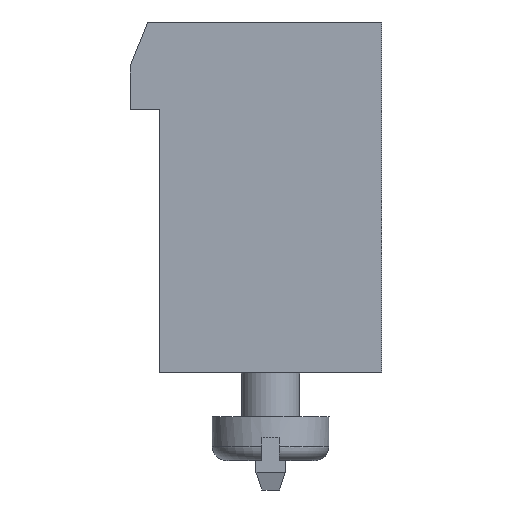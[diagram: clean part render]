
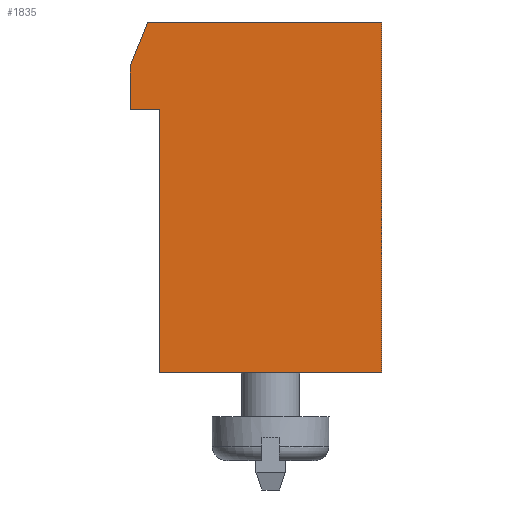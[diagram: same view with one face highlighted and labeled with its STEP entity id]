
A CAD part, left-side view. The second image highlights one B-rep face of the part: STEP entity #1835.
In plain terms, the highlighted planar face has unit normal (-1, 0, 0).
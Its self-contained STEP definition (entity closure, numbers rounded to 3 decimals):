
#22 = VERTEX_POINT('',#23);
#23 = CARTESIAN_POINT('',(-7.5,3.8,9.));
#32 = PLANE('',#33);
#33 = AXIS2_PLACEMENT_3D('',#34,#35,#36);
#34 = CARTESIAN_POINT('',(-7.5,3.8,9.));
#35 = DIRECTION('',(0.,1.,0.));
#36 = DIRECTION('',(0.,0.,-1.));
#44 = PLANE('',#45);
#45 = AXIS2_PLACEMENT_3D('',#46,#47,#48);
#46 = CARTESIAN_POINT('',(-7.5,4.8,9.));
#47 = DIRECTION('',(0.,0.,-1.));
#48 = DIRECTION('',(0.,-1.,0.));
#85 = VERTEX_POINT('',#86);
#86 = CARTESIAN_POINT('',(-7.5,3.8,0.));
#100 = PLANE('',#101);
#101 = AXIS2_PLACEMENT_3D('',#102,#103,#104);
#102 = CARTESIAN_POINT('',(-7.5,3.8,0.));
#103 = DIRECTION('',(0.,0.,-1.));
#104 = DIRECTION('',(0.,-1.,0.));
#112 = EDGE_CURVE('',#22,#85,#113,.T.);
#113 = SURFACE_CURVE('',#114,(#118,#125),.PCURVE_S1.);
#114 = LINE('',#115,#116);
#115 = CARTESIAN_POINT('',(-7.5,3.8,9.));
#116 = VECTOR('',#117,1.);
#117 = DIRECTION('',(0.,0.,-1.));
#118 = PCURVE('',#32,#119);
#119 = DEFINITIONAL_REPRESENTATION('',(#120),#124);
#120 = LINE('',#121,#122);
#121 = CARTESIAN_POINT('',(0.,0.));
#122 = VECTOR('',#123,1.);
#123 = DIRECTION('',(1.,0.));
#124 = ( GEOMETRIC_REPRESENTATION_CONTEXT(2)
PARAMETRIC_REPRESENTATION_CONTEXT() REPRESENTATION_CONTEXT('2D SPACE',''
) );
#125 = PCURVE('',#126,#131);
#126 = PLANE('',#127);
#127 = AXIS2_PLACEMENT_3D('',#128,#129,#130);
#128 = CARTESIAN_POINT('',(-7.5,3.8,0.));
#129 = DIRECTION('',(1.,0.,0.));
#130 = DIRECTION('',(0.,0.,1.));
#131 = DEFINITIONAL_REPRESENTATION('',(#132),#136);
#132 = LINE('',#133,#134);
#133 = CARTESIAN_POINT('',(9.,0.));
#134 = VECTOR('',#135,1.);
#135 = DIRECTION('',(-1.,0.));
#136 = ( GEOMETRIC_REPRESENTATION_CONTEXT(2)
PARAMETRIC_REPRESENTATION_CONTEXT() REPRESENTATION_CONTEXT('2D SPACE',''
) );
#142 = VERTEX_POINT('',#143);
#143 = CARTESIAN_POINT('',(-7.5,4.8,9.));
#159 = PLANE('',#160);
#160 = AXIS2_PLACEMENT_3D('',#161,#162,#163);
#161 = CARTESIAN_POINT('',(-7.5,4.8,10.5));
#162 = DIRECTION('',(0.,1.,0.));
#163 = DIRECTION('',(0.,0.,-1.));
#193 = EDGE_CURVE('',#142,#22,#194,.T.);
#194 = SURFACE_CURVE('',#195,(#199,#206),.PCURVE_S1.);
#195 = LINE('',#196,#197);
#196 = CARTESIAN_POINT('',(-7.5,4.8,9.));
#197 = VECTOR('',#198,1.);
#198 = DIRECTION('',(0.,-1.,0.));
#199 = PCURVE('',#44,#200);
#200 = DEFINITIONAL_REPRESENTATION('',(#201),#205);
#201 = LINE('',#202,#203);
#202 = CARTESIAN_POINT('',(0.,0.));
#203 = VECTOR('',#204,1.);
#204 = DIRECTION('',(1.,0.));
#205 = ( GEOMETRIC_REPRESENTATION_CONTEXT(2)
PARAMETRIC_REPRESENTATION_CONTEXT() REPRESENTATION_CONTEXT('2D SPACE',''
) );
#206 = PCURVE('',#126,#207);
#207 = DEFINITIONAL_REPRESENTATION('',(#208),#212);
#208 = LINE('',#209,#210);
#209 = CARTESIAN_POINT('',(9.,-1.));
#210 = VECTOR('',#211,1.);
#211 = DIRECTION('',(0.,1.));
#212 = ( GEOMETRIC_REPRESENTATION_CONTEXT(2)
PARAMETRIC_REPRESENTATION_CONTEXT() REPRESENTATION_CONTEXT('2D SPACE',''
) );
#242 = VERTEX_POINT('',#243);
#243 = CARTESIAN_POINT('',(-7.5,-3.8,0.));
#257 = PLANE('',#258);
#258 = AXIS2_PLACEMENT_3D('',#259,#260,#261);
#259 = CARTESIAN_POINT('',(-7.5,-3.8,0.));
#260 = DIRECTION('',(0.,-1.,0.));
#261 = DIRECTION('',(0.,0.,1.));
#269 = EDGE_CURVE('',#85,#242,#270,.T.);
#270 = SURFACE_CURVE('',#271,(#275,#282),.PCURVE_S1.);
#271 = LINE('',#272,#273);
#272 = CARTESIAN_POINT('',(-7.5,3.8,0.));
#273 = VECTOR('',#274,1.);
#274 = DIRECTION('',(0.,-1.,0.));
#275 = PCURVE('',#100,#276);
#276 = DEFINITIONAL_REPRESENTATION('',(#277),#281);
#277 = LINE('',#278,#279);
#278 = CARTESIAN_POINT('',(0.,0.));
#279 = VECTOR('',#280,1.);
#280 = DIRECTION('',(1.,0.));
#281 = ( GEOMETRIC_REPRESENTATION_CONTEXT(2)
PARAMETRIC_REPRESENTATION_CONTEXT() REPRESENTATION_CONTEXT('2D SPACE',''
) );
#282 = PCURVE('',#126,#283);
#283 = DEFINITIONAL_REPRESENTATION('',(#284),#288);
#284 = LINE('',#285,#286);
#285 = CARTESIAN_POINT('',(0.,0.));
#286 = VECTOR('',#287,1.);
#287 = DIRECTION('',(0.,1.));
#288 = ( GEOMETRIC_REPRESENTATION_CONTEXT(2)
PARAMETRIC_REPRESENTATION_CONTEXT() REPRESENTATION_CONTEXT('2D SPACE',''
) );
#1835 = ADVANCED_FACE('',(#1836),#126,.F.);
#1836 = FACE_BOUND('',#1837,.T.);
#1837 = EDGE_LOOP('',(#1838,#1839,#1862,#1890,#1918,#1939,#1940));
#1838 = ORIENTED_EDGE('',*,*,#269,.T.);
#1839 = ORIENTED_EDGE('',*,*,#1840,.T.);
#1840 = EDGE_CURVE('',#242,#1841,#1843,.T.);
#1841 = VERTEX_POINT('',#1842);
#1842 = CARTESIAN_POINT('',(-7.5,-3.8,12.));
#1843 = SURFACE_CURVE('',#1844,(#1848,#1855),.PCURVE_S1.);
#1844 = LINE('',#1845,#1846);
#1845 = CARTESIAN_POINT('',(-7.5,-3.8,0.));
#1846 = VECTOR('',#1847,1.);
#1847 = DIRECTION('',(0.,0.,1.));
#1848 = PCURVE('',#126,#1849);
#1849 = DEFINITIONAL_REPRESENTATION('',(#1850),#1854);
#1850 = LINE('',#1851,#1852);
#1851 = CARTESIAN_POINT('',(0.,7.6));
#1852 = VECTOR('',#1853,1.);
#1853 = DIRECTION('',(1.,0.));
#1854 = ( GEOMETRIC_REPRESENTATION_CONTEXT(2)
PARAMETRIC_REPRESENTATION_CONTEXT() REPRESENTATION_CONTEXT('2D SPACE',''
) );
#1855 = PCURVE('',#257,#1856);
#1856 = DEFINITIONAL_REPRESENTATION('',(#1857),#1861);
#1857 = LINE('',#1858,#1859);
#1858 = CARTESIAN_POINT('',(0.,0.));
#1859 = VECTOR('',#1860,1.);
#1860 = DIRECTION('',(1.,0.));
#1861 = ( GEOMETRIC_REPRESENTATION_CONTEXT(2)
PARAMETRIC_REPRESENTATION_CONTEXT() REPRESENTATION_CONTEXT('2D SPACE',''
) );
#1862 = ORIENTED_EDGE('',*,*,#1863,.T.);
#1863 = EDGE_CURVE('',#1841,#1864,#1866,.T.);
#1864 = VERTEX_POINT('',#1865);
#1865 = CARTESIAN_POINT('',(-7.5,4.2,12.));
#1866 = SURFACE_CURVE('',#1867,(#1871,#1878),.PCURVE_S1.);
#1867 = LINE('',#1868,#1869);
#1868 = CARTESIAN_POINT('',(-7.5,-3.8,12.));
#1869 = VECTOR('',#1870,1.);
#1870 = DIRECTION('',(0.,1.,0.));
#1871 = PCURVE('',#126,#1872);
#1872 = DEFINITIONAL_REPRESENTATION('',(#1873),#1877);
#1873 = LINE('',#1874,#1875);
#1874 = CARTESIAN_POINT('',(12.,7.6));
#1875 = VECTOR('',#1876,1.);
#1876 = DIRECTION('',(0.,-1.));
#1877 = ( GEOMETRIC_REPRESENTATION_CONTEXT(2)
PARAMETRIC_REPRESENTATION_CONTEXT() REPRESENTATION_CONTEXT('2D SPACE',''
) );
#1878 = PCURVE('',#1879,#1884);
#1879 = PLANE('',#1880);
#1880 = AXIS2_PLACEMENT_3D('',#1881,#1882,#1883);
#1881 = CARTESIAN_POINT('',(-7.5,-3.8,12.));
#1882 = DIRECTION('',(0.,0.,1.));
#1883 = DIRECTION('',(0.,1.,0.));
#1884 = DEFINITIONAL_REPRESENTATION('',(#1885),#1889);
#1885 = LINE('',#1886,#1887);
#1886 = CARTESIAN_POINT('',(0.,0.));
#1887 = VECTOR('',#1888,1.);
#1888 = DIRECTION('',(1.,0.));
#1889 = ( GEOMETRIC_REPRESENTATION_CONTEXT(2)
PARAMETRIC_REPRESENTATION_CONTEXT() REPRESENTATION_CONTEXT('2D SPACE',''
) );
#1890 = ORIENTED_EDGE('',*,*,#1891,.T.);
#1891 = EDGE_CURVE('',#1864,#1892,#1894,.T.);
#1892 = VERTEX_POINT('',#1893);
#1893 = CARTESIAN_POINT('',(-7.5,4.8,10.5));
#1894 = SURFACE_CURVE('',#1895,(#1899,#1906),.PCURVE_S1.);
#1895 = LINE('',#1896,#1897);
#1896 = CARTESIAN_POINT('',(-7.5,4.2,12.));
#1897 = VECTOR('',#1898,1.);
#1898 = DIRECTION('',(0.,0.371,-0.928));
#1899 = PCURVE('',#126,#1900);
#1900 = DEFINITIONAL_REPRESENTATION('',(#1901),#1905);
#1901 = LINE('',#1902,#1903);
#1902 = CARTESIAN_POINT('',(12.,-0.4));
#1903 = VECTOR('',#1904,1.);
#1904 = DIRECTION('',(-0.928,-0.371));
#1905 = ( GEOMETRIC_REPRESENTATION_CONTEXT(2)
PARAMETRIC_REPRESENTATION_CONTEXT() REPRESENTATION_CONTEXT('2D SPACE',''
) );
#1906 = PCURVE('',#1907,#1912);
#1907 = PLANE('',#1908);
#1908 = AXIS2_PLACEMENT_3D('',#1909,#1910,#1911);
#1909 = CARTESIAN_POINT('',(-7.5,4.2,12.));
#1910 = DIRECTION('',(0.,0.928,0.371));
#1911 = DIRECTION('',(0.,0.371,-0.928));
#1912 = DEFINITIONAL_REPRESENTATION('',(#1913),#1917);
#1913 = LINE('',#1914,#1915);
#1914 = CARTESIAN_POINT('',(0.,0.));
#1915 = VECTOR('',#1916,1.);
#1916 = DIRECTION('',(1.,0.));
#1917 = ( GEOMETRIC_REPRESENTATION_CONTEXT(2)
PARAMETRIC_REPRESENTATION_CONTEXT() REPRESENTATION_CONTEXT('2D SPACE',''
) );
#1918 = ORIENTED_EDGE('',*,*,#1919,.T.);
#1919 = EDGE_CURVE('',#1892,#142,#1920,.T.);
#1920 = SURFACE_CURVE('',#1921,(#1925,#1932),.PCURVE_S1.);
#1921 = LINE('',#1922,#1923);
#1922 = CARTESIAN_POINT('',(-7.5,4.8,10.5));
#1923 = VECTOR('',#1924,1.);
#1924 = DIRECTION('',(0.,0.,-1.));
#1925 = PCURVE('',#126,#1926);
#1926 = DEFINITIONAL_REPRESENTATION('',(#1927),#1931);
#1927 = LINE('',#1928,#1929);
#1928 = CARTESIAN_POINT('',(10.5,-1.));
#1929 = VECTOR('',#1930,1.);
#1930 = DIRECTION('',(-1.,0.));
#1931 = ( GEOMETRIC_REPRESENTATION_CONTEXT(2)
PARAMETRIC_REPRESENTATION_CONTEXT() REPRESENTATION_CONTEXT('2D SPACE',''
) );
#1932 = PCURVE('',#159,#1933);
#1933 = DEFINITIONAL_REPRESENTATION('',(#1934),#1938);
#1934 = LINE('',#1935,#1936);
#1935 = CARTESIAN_POINT('',(0.,0.));
#1936 = VECTOR('',#1937,1.);
#1937 = DIRECTION('',(1.,0.));
#1938 = ( GEOMETRIC_REPRESENTATION_CONTEXT(2)
PARAMETRIC_REPRESENTATION_CONTEXT() REPRESENTATION_CONTEXT('2D SPACE',''
) );
#1939 = ORIENTED_EDGE('',*,*,#193,.T.);
#1940 = ORIENTED_EDGE('',*,*,#112,.T.);
